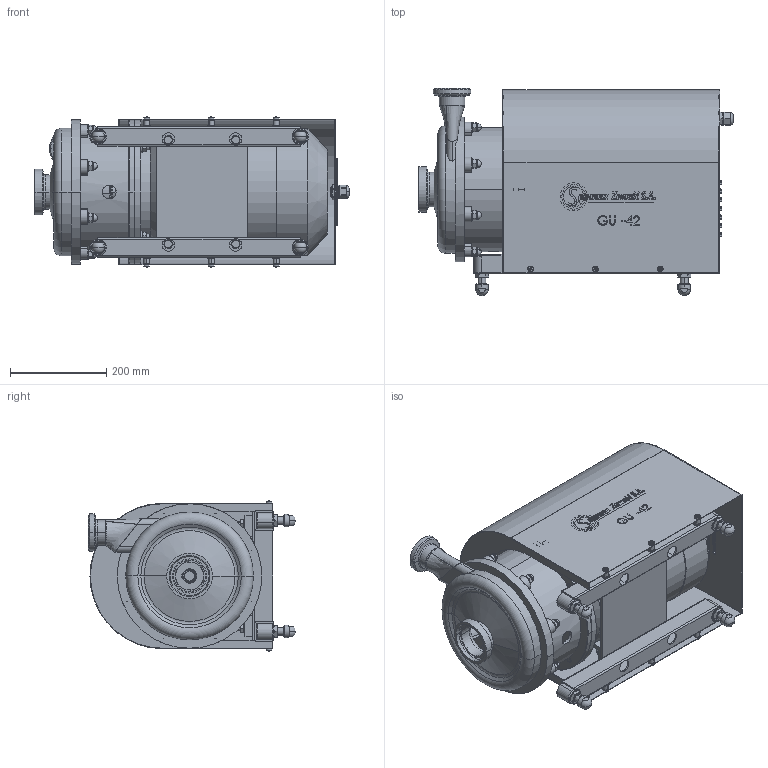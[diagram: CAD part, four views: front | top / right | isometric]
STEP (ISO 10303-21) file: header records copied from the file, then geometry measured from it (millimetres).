
FILE_DESCRIPTION (( 'STEP AP214' ), '1' );
FILE_NAME ('Pompa GU 42.STEP', '2017-11-10T12:45:50', ( 'User' ), ( '' ), 'SwSTEP 2.0', 'SolidWorks 2010', '' );
FILE_SCHEMA (( 'AUTOMOTIVE_DESIGN' ));
Length unit declared in the file: millimetre
Products named in the file (1): Pompa GU 42
Bounding box: 652.5 x 430 x 311.54 mm (x, y, z)
Volume: 25582469.5 mm3; surface area: 2980887.6 mm2
Topology: 109 solids, 109 shells, 2753 faces, 6572 edges, 4084 vertices
Faces by surface type: plane 922, cylinder 727, cone 705, bspline 277, torus 70, sphere 52
Entity records: 124747 total; most frequent: CARTESIAN_POINT 31207, ORIENTED_EDGE 12948, DIRECTION 12544, EDGE_CURVE 6474, AXIS2_PLACEMENT_3D 4863, VERTEX_POINT 4052, EDGE_LOOP 3076, UNCERTAINTY_MEASURE_WITH_UNIT 2864
